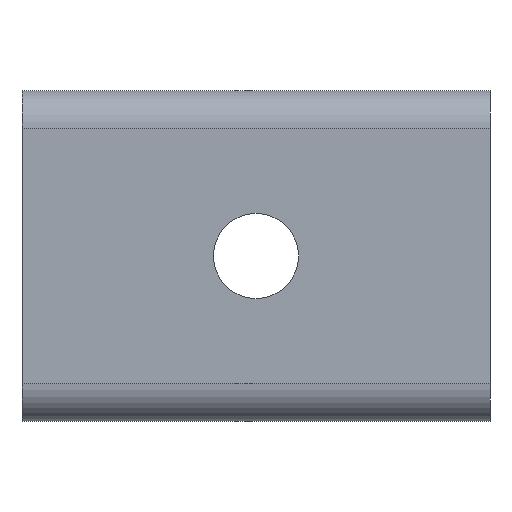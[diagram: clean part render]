
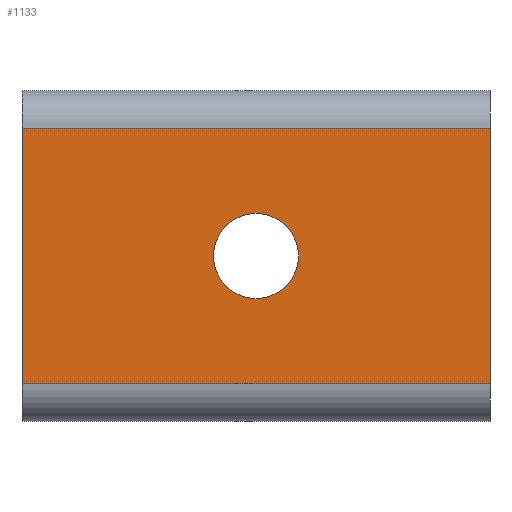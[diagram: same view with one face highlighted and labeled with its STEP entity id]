
A CAD part, front view. The second image highlights one B-rep face of the part: STEP entity #1133.
In plain terms, the highlighted planar face has unit normal (0, -1, 0).
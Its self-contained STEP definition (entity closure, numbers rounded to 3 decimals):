
#6 = DIRECTION ( 'NONE',  ( 0., 1., 0. ) ) ;
#7 = EDGE_LOOP ( 'NONE', ( #707, #138, #970, #480 ) ) ;
#26 = DIRECTION ( 'NONE',  ( 0., 0., 1. ) ) ;
#63 = CARTESIAN_POINT ( 'NONE',  ( 0., 0., 31. ) ) ;
#96 = CIRCLE ( 'NONE', #896, 4.5 ) ;
#107 = AXIS2_PLACEMENT_3D ( 'NONE', #490, #755, #334 ) ;
#114 = VERTEX_POINT ( 'NONE', #388 ) ;
#120 = DIRECTION ( 'NONE',  ( 1., 0., 0. ) ) ;
#138 = ORIENTED_EDGE ( 'NONE', *, *, #253, .F. ) ;
#141 = CIRCLE ( 'NONE', #789, 4.5 ) ;
#162 = DIRECTION ( 'NONE',  ( 1., 0., 0. ) ) ;
#186 = ORIENTED_EDGE ( 'NONE', *, *, #635, .T. ) ;
#190 = DIRECTION ( 'NONE',  ( 0., 1., 0. ) ) ;
#200 = LINE ( 'NONE', #638, #709 ) ;
#204 = CARTESIAN_POINT ( 'NONE',  ( -24.75, 0., 22. ) ) ;
#241 = VECTOR ( 'NONE', #26, 1000. ) ;
#253 = EDGE_CURVE ( 'NONE', #1080, #759, #412, .T. ) ;
#330 = EDGE_CURVE ( 'NONE', #114, #759, #721, .T. ) ;
#331 = EDGE_LOOP ( 'NONE', ( #391, #186 ) ) ;
#334 = DIRECTION ( 'NONE',  ( 0., 0., 1. ) ) ;
#343 = VERTEX_POINT ( 'NONE', #204 ) ;
#365 = LINE ( 'NONE', #467, #241 ) ;
#388 = CARTESIAN_POINT ( 'NONE',  ( 0., 0., 4. ) ) ;
#391 = ORIENTED_EDGE ( 'NONE', *, *, #442, .T. ) ;
#412 = LINE ( 'NONE', #420, #726 ) ;
#420 = CARTESIAN_POINT ( 'NONE',  ( -49.5, 0., 31. ) ) ;
#429 = CARTESIAN_POINT ( 'NONE',  ( -24.75, 0., 13. ) ) ;
#442 = EDGE_CURVE ( 'NONE', #343, #911, #141, .T. ) ;
#464 = DIRECTION ( 'NONE',  ( 0., 0., 1. ) ) ;
#467 = CARTESIAN_POINT ( 'NONE',  ( -49.5, 0., 0. ) ) ;
#480 = ORIENTED_EDGE ( 'NONE', *, *, #571, .T. ) ;
#490 = CARTESIAN_POINT ( 'NONE',  ( -49.5, 0., 0. ) ) ;
#504 = PLANE ( 'NONE',  #107 ) ;
#555 = DIRECTION ( 'NONE',  ( 0., 0., 1. ) ) ;
#558 = CARTESIAN_POINT ( 'NONE',  ( -24.75, 0., 17.5 ) ) ;
#571 = EDGE_CURVE ( 'NONE', #950, #114, #200, .T. ) ;
#595 = EDGE_CURVE ( 'NONE', #950, #1080, #365, .T. ) ;
#635 = EDGE_CURVE ( 'NONE', #911, #343, #96, .T. ) ;
#638 = CARTESIAN_POINT ( 'NONE',  ( -49.5, 0., 4. ) ) ;
#653 = CARTESIAN_POINT ( 'NONE',  ( 0., 0., 0. ) ) ;
#700 = CARTESIAN_POINT ( 'NONE',  ( -49.5, 0., 31. ) ) ;
#707 = ORIENTED_EDGE ( 'NONE', *, *, #330, .T. ) ;
#709 = VECTOR ( 'NONE', #120, 1000. ) ;
#721 = LINE ( 'NONE', #653, #915 ) ;
#726 = VECTOR ( 'NONE', #162, 1000. ) ;
#742 = CARTESIAN_POINT ( 'NONE',  ( -49.5, 0., 4. ) ) ;
#755 = DIRECTION ( 'NONE',  ( 0., 1., 0. ) ) ;
#759 = VERTEX_POINT ( 'NONE', #63 ) ;
#785 = FACE_OUTER_BOUND ( 'NONE', #7, .T. ) ;
#789 = AXIS2_PLACEMENT_3D ( 'NONE', #1003, #190, #555 ) ;
#853 = FACE_BOUND ( 'NONE', #331, .T. ) ;
#896 = AXIS2_PLACEMENT_3D ( 'NONE', #558, #6, #939 ) ;
#911 = VERTEX_POINT ( 'NONE', #429 ) ;
#915 = VECTOR ( 'NONE', #464, 1000. ) ;
#939 = DIRECTION ( 'NONE',  ( 0., 0., 1. ) ) ;
#950 = VERTEX_POINT ( 'NONE', #742 ) ;
#970 = ORIENTED_EDGE ( 'NONE', *, *, #595, .F. ) ;
#1003 = CARTESIAN_POINT ( 'NONE',  ( -24.75, 0., 17.5 ) ) ;
#1080 = VERTEX_POINT ( 'NONE', #700 ) ;
#1133 = ADVANCED_FACE ( 'NONE', ( #853, #785 ), #504, .F. ) ;
